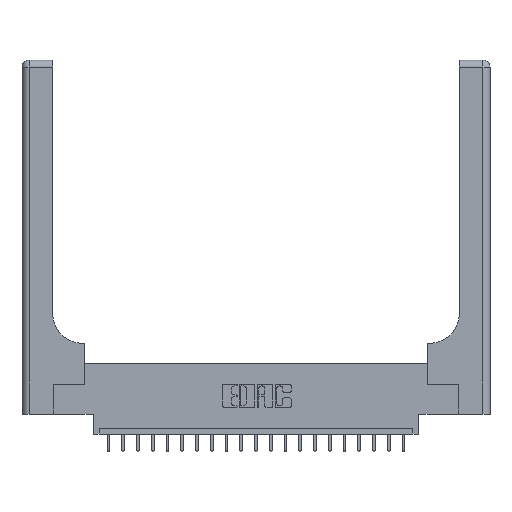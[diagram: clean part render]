
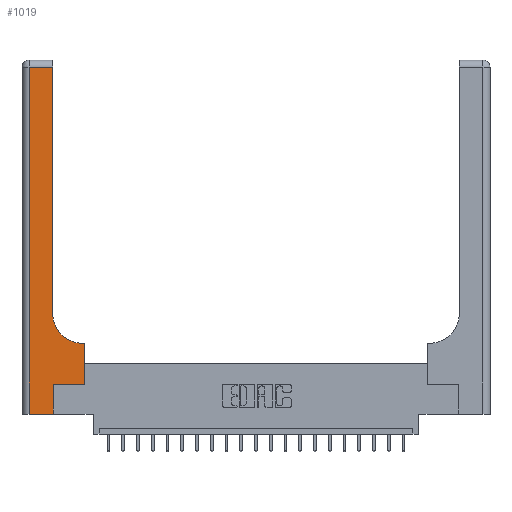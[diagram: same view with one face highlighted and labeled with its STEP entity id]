
A CAD part, top view. The second image highlights one B-rep face of the part: STEP entity #1019.
In plain terms, the highlighted planar face has unit normal (0, 0, 1).
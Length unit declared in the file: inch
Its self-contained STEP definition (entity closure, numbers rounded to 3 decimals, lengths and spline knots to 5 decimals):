
#262 = CARTESIAN_POINT ( 'NONE',  ( 0.26, 3., 0.37 ) ) ;
#529 = VERTEX_POINT ( 'NONE', #2475 ) ;
#829 = DIRECTION ( 'NONE',  ( 0., 1., 0. ) ) ;
#1014 = CARTESIAN_POINT ( 'NONE',  ( 0.51, 0.85, 0.37 ) ) ;
#1019 = ADVANCED_FACE ( 'NONE', ( #2885 ), #17971, .F. ) ;
#1141 = DIRECTION ( 'NONE',  ( 0., 0., -1. ) ) ;
#1450 = DIRECTION ( 'NONE',  ( -1., 0., 0. ) ) ;
#1558 = DIRECTION ( 'NONE',  ( 1., 0., 0. ) ) ;
#2127 = CARTESIAN_POINT ( 'NONE',  ( 0.265, 0., 0.37 ) ) ;
#2177 = VECTOR ( 'NONE', #14653, 39.37008 ) ;
#2475 = CARTESIAN_POINT ( 'NONE',  ( 0.26, 0.85, 0.37 ) ) ;
#2736 = VERTEX_POINT ( 'NONE', #13891 ) ;
#2885 = FACE_OUTER_BOUND ( 'NONE', #4762, .T. ) ;
#2960 = LINE ( 'NONE', #7969, #2177 ) ;
#3109 = LINE ( 'NONE', #10070, #9166 ) ;
#3605 = CARTESIAN_POINT ( 'NONE',  ( 0.528, 0.6, 0.37 ) ) ;
#3855 = VECTOR ( 'NONE', #829, 39.37008 ) ;
#4701 = LINE ( 'NONE', #12900, #9489 ) ;
#4762 = EDGE_LOOP ( 'NONE', ( #19403, #12112, #18384, #18297, #8173, #11027, #12570, #17010, #8912 ) ) ;
#5172 = EDGE_CURVE ( 'NONE', #13193, #14024, #16131, .T. ) ;
#5535 = LINE ( 'NONE', #7171, #3855 ) ;
#5682 = VECTOR ( 'NONE', #1558, 39.37008 ) ;
#5811 = DIRECTION ( 'NONE',  ( 0., 0., -1. ) ) ;
#6163 = VECTOR ( 'NONE', #8771, 39.37008 ) ;
#6365 = CARTESIAN_POINT ( 'NONE',  ( 0.265, 0.25, 0.37 ) ) ;
#6368 = DIRECTION ( 'NONE',  ( 0., -1., 0. ) ) ;
#7171 = CARTESIAN_POINT ( 'NONE',  ( 0.528, 0.25, 0.37 ) ) ;
#7289 = LINE ( 'NONE', #262, #16173 ) ;
#7367 = EDGE_CURVE ( 'NONE', #529, #13193, #7289, .T. ) ;
#7969 = CARTESIAN_POINT ( 'NONE',  ( 0.265, 0.25, 0.37 ) ) ;
#8173 = ORIENTED_EDGE ( 'NONE', *, *, #11991, .T. ) ;
#8206 = LINE ( 'NONE', #10281, #5682 ) ;
#8771 = DIRECTION ( 'NONE',  ( 0., 1., 0. ) ) ;
#8912 = ORIENTED_EDGE ( 'NONE', *, *, #17020, .T. ) ;
#9166 = VECTOR ( 'NONE', #6368, 39.37008 ) ;
#9489 = VECTOR ( 'NONE', #19276, 39.37008 ) ;
#9633 = VERTEX_POINT ( 'NONE', #17327 ) ;
#9922 = CARTESIAN_POINT ( 'NONE',  ( 0.265, 0., 0.37 ) ) ;
#10070 = CARTESIAN_POINT ( 'NONE',  ( 0.06, 3., 0.37 ) ) ;
#10237 = VERTEX_POINT ( 'NONE', #14652 ) ;
#10281 = CARTESIAN_POINT ( 'NONE',  ( 0., 0., 0.37 ) ) ;
#10332 = VERTEX_POINT ( 'NONE', #9922 ) ;
#11027 = ORIENTED_EDGE ( 'NONE', *, *, #13761, .T. ) ;
#11991 = EDGE_CURVE ( 'NONE', #10332, #19319, #20716, .T. ) ;
#12112 = ORIENTED_EDGE ( 'NONE', *, *, #5172, .T. ) ;
#12479 = DIRECTION ( 'NONE',  ( 1., 0., 0. ) ) ;
#12570 = ORIENTED_EDGE ( 'NONE', *, *, #12724, .T. ) ;
#12724 = EDGE_CURVE ( 'NONE', #10237, #19358, #5535, .T. ) ;
#12900 = CARTESIAN_POINT ( 'NONE',  ( 0.26, 0.6, 0.37 ) ) ;
#13193 = VERTEX_POINT ( 'NONE', #16221 ) ;
#13624 = EDGE_CURVE ( 'NONE', #19358, #9633, #4701, .T. ) ;
#13761 = EDGE_CURVE ( 'NONE', #19319, #10237, #2960, .T. ) ;
#13891 = CARTESIAN_POINT ( 'NONE',  ( 0.06, 0., 0.37 ) ) ;
#14024 = VERTEX_POINT ( 'NONE', #16247 ) ;
#14392 = DIRECTION ( 'NONE',  ( -1., 0., 0. ) ) ;
#14442 = EDGE_CURVE ( 'NONE', #2736, #10332, #8206, .T. ) ;
#14627 = DIRECTION ( 'NONE',  ( 0., 1., 0. ) ) ;
#14652 = CARTESIAN_POINT ( 'NONE',  ( 0.528, 0.25, 0.37 ) ) ;
#14653 = DIRECTION ( 'NONE',  ( 1., 0., 0. ) ) ;
#14946 = AXIS2_PLACEMENT_3D ( 'NONE', #19945, #1141, #1450 ) ;
#16131 = LINE ( 'NONE', #19444, #21051 ) ;
#16173 = VECTOR ( 'NONE', #14627, 39.37008 ) ;
#16221 = CARTESIAN_POINT ( 'NONE',  ( 0.26, 2.94, 0.37 ) ) ;
#16247 = CARTESIAN_POINT ( 'NONE',  ( 0.06, 2.94, 0.37 ) ) ;
#16734 = EDGE_CURVE ( 'NONE', #14024, #2736, #3109, .T. ) ;
#17010 = ORIENTED_EDGE ( 'NONE', *, *, #13624, .T. ) ;
#17020 = EDGE_CURVE ( 'NONE', #9633, #529, #21080, .T. ) ;
#17327 = CARTESIAN_POINT ( 'NONE',  ( 0.51, 0.6, 0.37 ) ) ;
#17971 = PLANE ( 'NONE',  #14946 ) ;
#18297 = ORIENTED_EDGE ( 'NONE', *, *, #14442, .T. ) ;
#18384 = ORIENTED_EDGE ( 'NONE', *, *, #16734, .T. ) ;
#19276 = DIRECTION ( 'NONE',  ( -1., 0., 0. ) ) ;
#19319 = VERTEX_POINT ( 'NONE', #6365 ) ;
#19358 = VERTEX_POINT ( 'NONE', #3605 ) ;
#19403 = ORIENTED_EDGE ( 'NONE', *, *, #7367, .T. ) ;
#19444 = CARTESIAN_POINT ( 'NONE',  ( 0., 2.94, 0.37 ) ) ;
#19945 = CARTESIAN_POINT ( 'NONE',  ( 0., 3., 0.37 ) ) ;
#20027 = AXIS2_PLACEMENT_3D ( 'NONE', #1014, #5811, #12479 ) ;
#20716 = LINE ( 'NONE', #2127, #6163 ) ;
#21051 = VECTOR ( 'NONE', #14392, 39.37008 ) ;
#21080 = CIRCLE ( 'NONE', #20027, 0.25 ) ;
